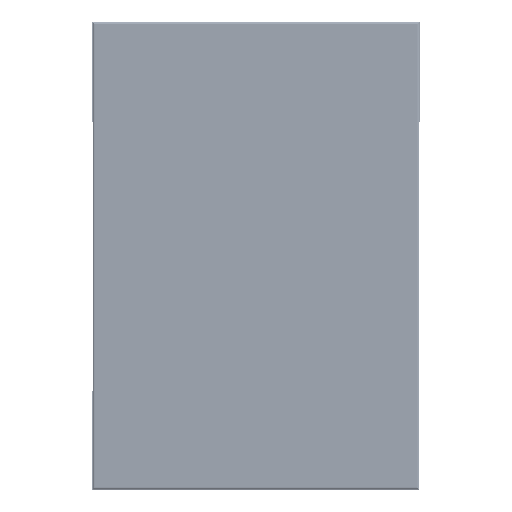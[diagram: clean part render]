
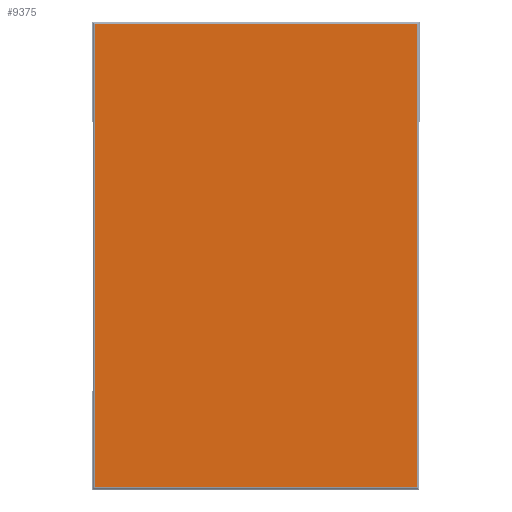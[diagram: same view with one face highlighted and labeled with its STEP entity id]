
A CAD part, top view. The second image highlights one B-rep face of the part: STEP entity #9375.
In plain terms, the highlighted planar face has unit normal (0, 0, 1).
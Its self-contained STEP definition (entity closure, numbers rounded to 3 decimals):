
#811=LINE('',#30009,#1304);
#812=LINE('',#30012,#1305);
#813=LINE('',#30014,#1306);
#814=LINE('',#30016,#1307);
#1304=VECTOR('',#12883,1000.);
#1305=VECTOR('',#12884,1000.);
#1306=VECTOR('',#12885,1000.);
#1307=VECTOR('',#12886,1000.);
#1575=PLANE('',#10682);
#3627=ORIENTED_EDGE('',*,*,#4865,.T.);
#3628=ORIENTED_EDGE('',*,*,#4866,.T.);
#3629=ORIENTED_EDGE('',*,*,#4867,.T.);
#3630=ORIENTED_EDGE('',*,*,#4868,.T.);
#4865=EDGE_CURVE('',#5755,#5756,#811,.F.);
#4866=EDGE_CURVE('',#5756,#5757,#812,.F.);
#4867=EDGE_CURVE('',#5757,#5758,#813,.F.);
#4868=EDGE_CURVE('',#5758,#5755,#814,.F.);
#5755=VERTEX_POINT('',#30010);
#5756=VERTEX_POINT('',#30011);
#5757=VERTEX_POINT('',#30013);
#5758=VERTEX_POINT('',#30015);
#7298=EDGE_LOOP('',(#3627,#3628,#3629,#3630));
#8364=FACE_BOUND('',#7298,.T.);
#9375=ADVANCED_FACE('',(#8364),#1575,.F.);
#10682=AXIS2_PLACEMENT_3D('',#30008,#12881,#12882);
#12881=DIRECTION('',(0.,0.,-1.));
#12882=DIRECTION('',(-1.,0.,0.));
#12883=DIRECTION('',(1.,0.,0.));
#12884=DIRECTION('',(0.,1.,0.));
#12885=DIRECTION('',(-1.,0.,0.));
#12886=DIRECTION('',(0.,-1.,0.));
#30008=CARTESIAN_POINT('',(0.,0.,1.474));
#30009=CARTESIAN_POINT('',(-1.63,3.43,1.474));
#30010=CARTESIAN_POINT('',(1.65,3.43,1.474));
#30011=CARTESIAN_POINT('',(-1.61,3.43,1.474));
#30012=CARTESIAN_POINT('',(-1.61,-1.27,1.474));
#30013=CARTESIAN_POINT('',(-1.61,-1.25,1.474));
#30014=CARTESIAN_POINT('',(1.67,-1.25,1.474));
#30015=CARTESIAN_POINT('',(1.65,-1.25,1.474));
#30016=CARTESIAN_POINT('',(1.65,3.45,1.474));
